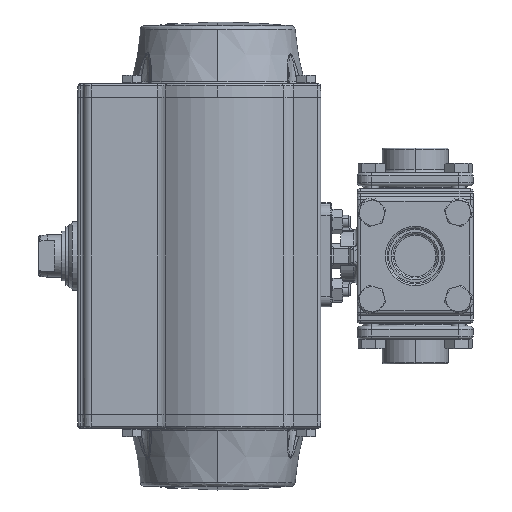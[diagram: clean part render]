
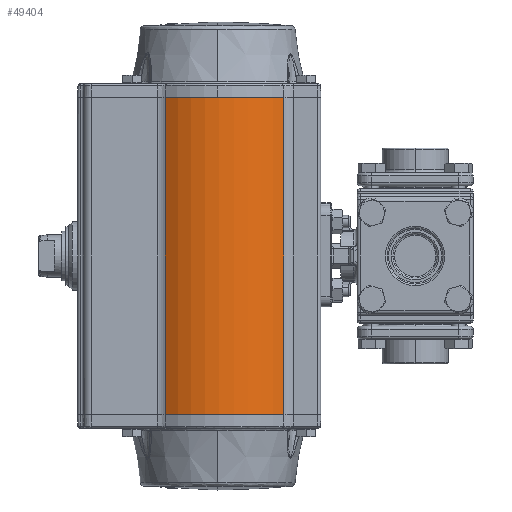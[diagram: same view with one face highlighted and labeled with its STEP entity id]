
A CAD part, left-side view. The second image highlights one B-rep face of the part: STEP entity #49404.
In plain terms, the highlighted cylindrical face has radius 47.5 mm (diameter 95 mm), a partial arc.
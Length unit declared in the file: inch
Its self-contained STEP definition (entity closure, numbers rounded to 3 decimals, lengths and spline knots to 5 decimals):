
#550 = CARTESIAN_POINT ( 'NONE',  ( 0., 3.99661, -3.20866 ) ) ;
#3687 = VECTOR ( 'NONE', #18981, 39.37008 ) ;
#4499 = CARTESIAN_POINT ( 'NONE',  ( -1.30391, 2.65609, -3.20866 ) ) ;
#7925 = DIRECTION ( 'NONE',  ( 0., -1., 0. ) ) ;
#13494 = VECTOR ( 'NONE', #83860, 39.37008 ) ;
#15533 = VERTEX_POINT ( 'NONE', #21370 ) ;
#18981 = DIRECTION ( 'NONE',  ( 0., 0., 1. ) ) ;
#20112 = CIRCLE ( 'NONE', #57293, 1.87008 ) ;
#21370 = CARTESIAN_POINT ( 'NONE',  ( -1.30391, 2.65609, 3.20866 ) ) ;
#22849 = VERTEX_POINT ( 'NONE', #47256 ) ;
#25265 = ORIENTED_EDGE ( 'NONE', *, *, #28525, .T. ) ;
#27462 = DIRECTION ( 'NONE',  ( 0., -1., 0. ) ) ;
#28525 = EDGE_CURVE ( 'NONE', #22849, #65906, #20112, .T. ) ;
#29487 = CARTESIAN_POINT ( 'NONE',  ( -1.53724, 5.06155, 3.20866 ) ) ;
#31559 = EDGE_CURVE ( 'NONE', #15533, #93596, #69920, .T. ) ;
#31654 = FACE_OUTER_BOUND ( 'NONE', #47078, .T. ) ;
#31980 = CARTESIAN_POINT ( 'NONE',  ( -1.53724, 5.06155, -3.20866 ) ) ;
#38083 = DIRECTION ( 'NONE',  ( 0., 0., -1. ) ) ;
#39767 = EDGE_CURVE ( 'NONE', #65906, #15533, #79471, .T. ) ;
#42189 = CARTESIAN_POINT ( 'NONE',  ( 0., 3.99661, -3.20866 ) ) ;
#46982 = ORIENTED_EDGE ( 'NONE', *, *, #39767, .T. ) ;
#47078 = EDGE_LOOP ( 'NONE', ( #25265, #46982, #93322, #90031 ) ) ;
#47256 = CARTESIAN_POINT ( 'NONE',  ( -1.53724, 5.06155, -3.20866 ) ) ;
#47570 = EDGE_CURVE ( 'NONE', #93596, #22849, #71963, .T. ) ;
#48602 = CARTESIAN_POINT ( 'NONE',  ( -1.30391, 2.65609, -3.20866 ) ) ;
#48798 = CYLINDRICAL_SURFACE ( 'NONE', #79064, 1.87008 ) ;
#49404 = ADVANCED_FACE ( 'NONE', ( #31654 ), #48798, .T. ) ;
#51877 = DIRECTION ( 'NONE',  ( 0., 0., 1. ) ) ;
#57293 = AXIS2_PLACEMENT_3D ( 'NONE', #550, #51877, #7925 ) ;
#65906 = VERTEX_POINT ( 'NONE', #48602 ) ;
#69920 = CIRCLE ( 'NONE', #80158, 1.87008 ) ;
#71963 = LINE ( 'NONE', #31980, #13494 ) ;
#79064 = AXIS2_PLACEMENT_3D ( 'NONE', #42189, #86080, #27462 ) ;
#79471 = LINE ( 'NONE', #4499, #3687 ) ;
#80158 = AXIS2_PLACEMENT_3D ( 'NONE', #81969, #38083, #89348 ) ;
#81969 = CARTESIAN_POINT ( 'NONE',  ( 0., 3.99661, 3.20866 ) ) ;
#83860 = DIRECTION ( 'NONE',  ( 0., 0., -1. ) ) ;
#86080 = DIRECTION ( 'NONE',  ( 0., 0., 1. ) ) ;
#89348 = DIRECTION ( 'NONE',  ( 0., -1., 0. ) ) ;
#90031 = ORIENTED_EDGE ( 'NONE', *, *, #47570, .T. ) ;
#93322 = ORIENTED_EDGE ( 'NONE', *, *, #31559, .T. ) ;
#93596 = VERTEX_POINT ( 'NONE', #29487 ) ;
